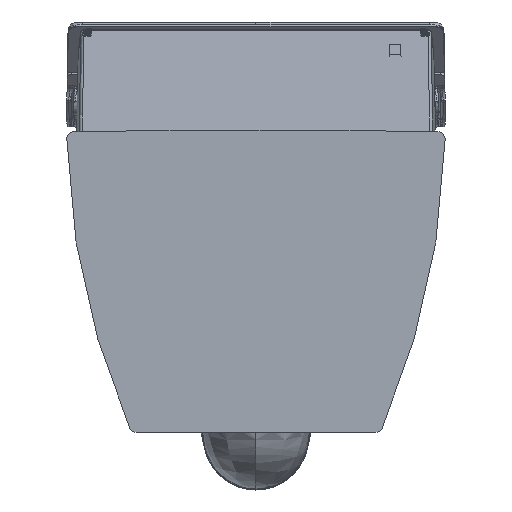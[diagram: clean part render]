
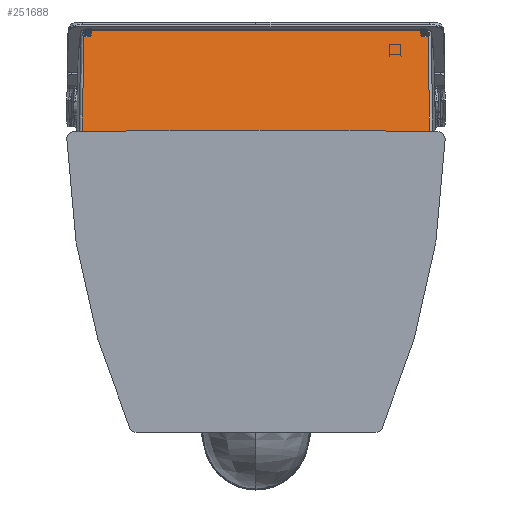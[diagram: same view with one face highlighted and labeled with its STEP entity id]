
A CAD part, left-side view. The second image highlights one B-rep face of the part: STEP entity #251688.
In plain terms, the highlighted face is planar.
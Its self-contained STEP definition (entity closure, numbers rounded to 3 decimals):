
#196414=CARTESIAN_POINT('',(105.207,159.2,67.218));
#196415=VERTEX_POINT('',#196414);
#196431=CARTESIAN_POINT('',(105.207,-159.2,67.218));
#196432=VERTEX_POINT('',#196431);
#196440=CARTESIAN_POINT('',(105.207,159.2,67.218));
#196441=DIRECTION('',(0.0,-1.0,0.0));
#196442=VECTOR('',#196441,318.4);
#196443=LINE('',#196440,#196442);
#196444=EDGE_CURVE('',#196432,#196415,#196443,.F.);
#201461=CARTESIAN_POINT('',(121.391,-167.707,-31.02));
#201462=VERTEX_POINT('',#201461);
#201463=CARTESIAN_POINT('',(106.201,-166.121,61.182));
#201464=VERTEX_POINT('',#201463);
#201465=CARTESIAN_POINT('',(121.391,-167.707,-31.02));
#201466=CARTESIAN_POINT('',(116.328,-167.178,-0.286));
#201467=CARTESIAN_POINT('',(111.265,-166.649,30.448));
#201468=CARTESIAN_POINT('',(106.201,-166.121,61.182));
#201469=B_SPLINE_CURVE_WITH_KNOTS('',3,(#201465,#201466,#201467,#201468),.UNSPECIFIED.,.F.,.U.,(4,4),(27.843,121.301),.UNSPECIFIED.);
#201470=EDGE_CURVE('',#201462,#201464,#201469,.T.);
#204855=CARTESIAN_POINT('',(121.391,167.707,-31.02));
#204856=VERTEX_POINT('',#204855);
#204870=CARTESIAN_POINT('',(121.391,167.707,-31.02));
#204871=DIRECTION('',(0.,-1.0,0.0));
#204872=VECTOR('',#204871,335.415);
#204873=LINE('',#204870,#204872);
#204874=EDGE_CURVE('',#204856,#201462,#204873,.T.);
#207157=CARTESIAN_POINT('',(106.201,166.121,61.182));
#207158=VERTEX_POINT('',#207157);
#207314=CARTESIAN_POINT('',(106.224,165.5,61.044));
#207315=VERTEX_POINT('',#207314);
#207325=CARTESIAN_POINT('',(105.97,165.5,62.585));
#207326=DIRECTION('',(-0.987,0.,-0.163));
#207327=DIRECTION('',(0.163,-0.003,-0.987));
#207328=AXIS2_PLACEMENT_3D('',#207325,#207326,#207327);
#207329=ELLIPSE('',#207328,1.562,1.499);
#207330=EDGE_CURVE('',#207315,#207158,#207329,.F.);
#213256=CARTESIAN_POINT('',(106.224,160.7,61.044));
#213257=VERTEX_POINT('',#213256);
#213266=CARTESIAN_POINT('',(106.224,165.5,61.044));
#213267=DIRECTION('',(0.0,-1.0,0.0));
#213268=VECTOR('',#213267,4.8);
#213269=LINE('',#213266,#213268);
#213270=EDGE_CURVE('',#213257,#207315,#213269,.F.);
#227154=CARTESIAN_POINT('',(105.97,159.2,62.587));
#227155=VERTEX_POINT('',#227154);
#227156=CARTESIAN_POINT('',(105.97,159.2,62.587));
#227157=DIRECTION('',(-0.163,0.0,0.987));
#227158=VECTOR('',#227157,4.693);
#227159=LINE('',#227156,#227158);
#227160=EDGE_CURVE('',#196415,#227155,#227159,.F.);
#227187=CARTESIAN_POINT('',(106.224,-165.5,61.044));
#227188=VERTEX_POINT('',#227187);
#227197=CARTESIAN_POINT('',(106.224,-160.7,61.044));
#227198=VERTEX_POINT('',#227197);
#227199=CARTESIAN_POINT('',(106.224,-160.7,61.044));
#227200=DIRECTION('',(0.0,-1.0,0.0));
#227201=VECTOR('',#227200,4.8);
#227202=LINE('',#227199,#227201);
#227203=EDGE_CURVE('',#227188,#227198,#227202,.F.);
#227297=CARTESIAN_POINT('',(105.97,-159.2,62.587));
#227298=VERTEX_POINT('',#227297);
#227320=CARTESIAN_POINT('',(105.97,-159.2,62.587));
#227321=CARTESIAN_POINT('',(106.011,-159.2,62.336));
#227322=CARTESIAN_POINT('',(106.052,-159.249,62.086));
#227323=CARTESIAN_POINT('',(106.092,-159.348,61.847));
#227324=CARTESIAN_POINT('',(106.158,-159.622,61.446));
#227325=CARTESIAN_POINT('',(106.202,-160.03,61.177));
#227326=CARTESIAN_POINT('',(106.217,-160.245,61.088));
#227327=CARTESIAN_POINT('',(106.224,-160.473,61.044));
#227328=CARTESIAN_POINT('',(106.224,-160.7,61.044));
#227329=B_SPLINE_CURVE_WITH_KNOTS('',5,(#227320,#227321,#227322,#227323,#227324,#227325,#227326,#227327,#227328),.UNSPECIFIED.,.F.,.U.,(6,3,6),(5.832,6.844,7.737),.UNSPECIFIED.);
#227330=EDGE_CURVE('',#227198,#227298,#227329,.F.);
#242824=CARTESIAN_POINT('',(105.207,-159.2,67.218));
#242825=DIRECTION('',(0.163,0.0,-0.987));
#242826=VECTOR('',#242825,4.693);
#242827=LINE('',#242824,#242826);
#242828=EDGE_CURVE('',#227298,#196432,#242827,.F.);
#247295=CARTESIAN_POINT('',(106.224,160.7,61.044));
#247296=CARTESIAN_POINT('',(106.224,160.42,61.044));
#247297=CARTESIAN_POINT('',(106.213,160.14,61.111));
#247298=CARTESIAN_POINT('',(106.191,159.884,61.245));
#247299=CARTESIAN_POINT('',(106.138,159.513,61.567));
#247300=CARTESIAN_POINT('',(106.067,159.294,61.995));
#247301=CARTESIAN_POINT('',(106.036,159.231,62.188));
#247302=CARTESIAN_POINT('',(106.003,159.2,62.388));
#247303=CARTESIAN_POINT('',(105.97,159.2,62.587));
#247304=B_SPLINE_CURVE_WITH_KNOTS('',5,(#247295,#247296,#247297,#247298,#247299,#247300,#247301,#247302,#247303),.UNSPECIFIED.,.F.,.U.,(6,3,6),(2.916,4.017,4.823),.UNSPECIFIED.);
#247305=EDGE_CURVE('',#227155,#213257,#247304,.F.);
#251235=CARTESIAN_POINT('',(105.972,-165.503,62.572));
#251236=DIRECTION('',(-0.987,0.,-0.163));
#251237=DIRECTION('',(0.162,0.028,-0.986));
#251238=AXIS2_PLACEMENT_3D('',#251235,#251236,#251237);
#251239=ELLIPSE('',#251238,1.549,1.492);
#251240=EDGE_CURVE('',#201464,#227188,#251239,.F.);
#251664=CARTESIAN_POINT('',(121.717,0.,-32.998));
#251665=DIRECTION('',(-0.987,0.,-0.163));
#251666=DIRECTION('',(-0.163,0.0,0.987));
#251667=AXIS2_PLACEMENT_3D('',#251664,#251665,#251666);
#251668=PLANE('',#251667);
#251669=ORIENTED_EDGE('',*,*,#247305,.F.);
#251670=ORIENTED_EDGE('',*,*,#227160,.F.);
#251671=ORIENTED_EDGE('',*,*,#196444,.F.);
#251672=ORIENTED_EDGE('',*,*,#242828,.F.);
#251673=ORIENTED_EDGE('',*,*,#227330,.F.);
#251674=ORIENTED_EDGE('',*,*,#227203,.F.);
#251675=ORIENTED_EDGE('',*,*,#251240,.F.);
#251676=ORIENTED_EDGE('',*,*,#201470,.F.);
#251677=ORIENTED_EDGE('',*,*,#204874,.F.);
#251678=CARTESIAN_POINT('',(106.201,166.121,61.182));
#251679=DIRECTION('',(0.163,0.017,-0.987));
#251680=VECTOR('',#251679,93.459);
#251681=LINE('',#251678,#251680);
#251682=EDGE_CURVE('',#207158,#204856,#251681,.T.);
#251683=ORIENTED_EDGE('',*,*,#251682,.F.);
#251684=ORIENTED_EDGE('',*,*,#207330,.F.);
#251685=ORIENTED_EDGE('',*,*,#213270,.F.);
#251686=EDGE_LOOP('',(#251669,#251670,#251671,#251672,#251673,#251674,#251675,#251676,#251677,#251683,#251684,#251685));
#251687=FACE_OUTER_BOUND('',#251686,.T.);
#251688=ADVANCED_FACE('',(#251687),#251668,.F.);
